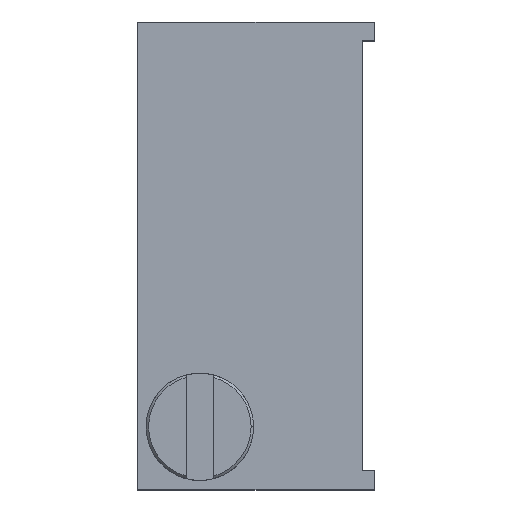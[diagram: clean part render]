
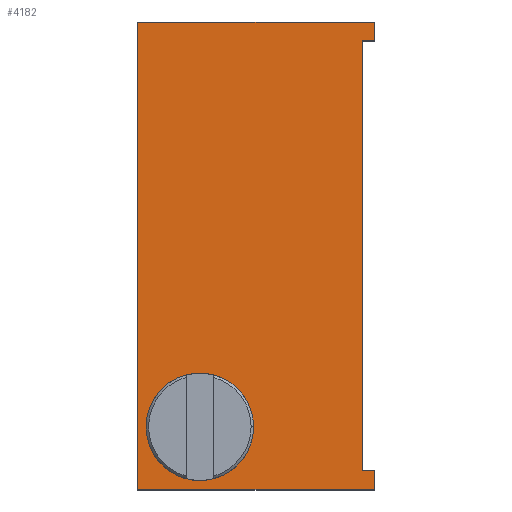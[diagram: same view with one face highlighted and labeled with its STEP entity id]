
A CAD part, top view. The second image highlights one B-rep face of the part: STEP entity #4182.
In plain terms, the highlighted planar face has unit normal (0, 0, 1).
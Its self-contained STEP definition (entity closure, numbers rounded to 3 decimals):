
#351 = VERTEX_POINT('',#352);
#352 = CARTESIAN_POINT('',(-2.24,-0.945,10.065));
#358 = EDGE_CURVE('',#351,#359,#361,.T.);
#359 = VERTEX_POINT('',#360);
#360 = CARTESIAN_POINT('',(-0.05,-0.945,10.065));
#361 = CIRCLE('',#362,1.095);
#362 = AXIS2_PLACEMENT_3D('',#363,#364,#365);
#363 = CARTESIAN_POINT('',(-1.145,-0.945,10.065));
#364 = DIRECTION('',(0.,0.,1.));
#365 = DIRECTION('',(-1.,0.,0.));
#2248 = VERTEX_POINT('',#2249);
#2249 = CARTESIAN_POINT('',(-2.415,-2.215,10.065));
#2255 = EDGE_CURVE('',#2256,#2248,#2258,.T.);
#2256 = VERTEX_POINT('',#2257);
#2257 = CARTESIAN_POINT('',(-2.415,7.315,10.065));
#2258 = LINE('',#2259,#2260);
#2259 = CARTESIAN_POINT('',(-2.415,7.315,10.065));
#2260 = VECTOR('',#2261,1.);
#2261 = DIRECTION('',(0.,-1.,0.));
#3919 = EDGE_CURVE('',#3920,#3922,#3924,.T.);
#3920 = VERTEX_POINT('',#3921);
#3921 = CARTESIAN_POINT('',(2.415,6.935,10.065));
#3922 = VERTEX_POINT('',#3923);
#3923 = CARTESIAN_POINT('',(2.415,7.315,10.065));
#3924 = LINE('',#3925,#3926);
#3925 = CARTESIAN_POINT('',(2.415,7.315,10.065));
#3926 = VECTOR('',#3927,1.);
#3927 = DIRECTION('',(0.,1.,0.));
#4087 = VERTEX_POINT('',#4088);
#4088 = CARTESIAN_POINT('',(2.415,-2.215,10.065));
#4094 = EDGE_CURVE('',#2248,#4087,#4095,.T.);
#4095 = LINE('',#4096,#4097);
#4096 = CARTESIAN_POINT('',(2.415,-2.215,10.065));
#4097 = VECTOR('',#4098,1.);
#4098 = DIRECTION('',(1.,0.,0.));
#4124 = VERTEX_POINT('',#4125);
#4125 = CARTESIAN_POINT('',(2.415,-1.835,10.065));
#4131 = EDGE_CURVE('',#4087,#4124,#4132,.T.);
#4132 = LINE('',#4133,#4134);
#4133 = CARTESIAN_POINT('',(2.415,7.315,10.065));
#4134 = VECTOR('',#4135,1.);
#4135 = DIRECTION('',(0.,1.,0.));
#4172 = EDGE_CURVE('',#3922,#2256,#4173,.T.);
#4173 = LINE('',#4174,#4175);
#4174 = CARTESIAN_POINT('',(2.415,7.315,10.065));
#4175 = VECTOR('',#4176,1.);
#4176 = DIRECTION('',(-1.,0.,0.));
#4182 = ADVANCED_FACE('',(#4183,#4193),#4222,.T.);
#4183 = FACE_BOUND('',#4184,.T.);
#4184 = EDGE_LOOP('',(#4185,#4192));
#4185 = ORIENTED_EDGE('',*,*,#4186,.F.);
#4186 = EDGE_CURVE('',#359,#351,#4187,.T.);
#4187 = CIRCLE('',#4188,1.095);
#4188 = AXIS2_PLACEMENT_3D('',#4189,#4190,#4191);
#4189 = CARTESIAN_POINT('',(-1.145,-0.945,10.065));
#4190 = DIRECTION('',(0.,0.,1.));
#4191 = DIRECTION('',(-1.,0.,0.));
#4192 = ORIENTED_EDGE('',*,*,#358,.F.);
#4193 = FACE_BOUND('',#4194,.T.);
#4194 = EDGE_LOOP('',(#4195,#4203,#4211,#4217,#4218,#4219,#4220,#4221));
#4195 = ORIENTED_EDGE('',*,*,#4196,.F.);
#4196 = EDGE_CURVE('',#4197,#4124,#4199,.T.);
#4197 = VERTEX_POINT('',#4198);
#4198 = CARTESIAN_POINT('',(2.165,-1.835,10.065));
#4199 = LINE('',#4200,#4201);
#4200 = CARTESIAN_POINT('',(2.165,-1.835,10.065));
#4201 = VECTOR('',#4202,1.);
#4202 = DIRECTION('',(1.,0.,0.));
#4203 = ORIENTED_EDGE('',*,*,#4204,.F.);
#4204 = EDGE_CURVE('',#4205,#4197,#4207,.T.);
#4205 = VERTEX_POINT('',#4206);
#4206 = CARTESIAN_POINT('',(2.165,6.935,10.065));
#4207 = LINE('',#4208,#4209);
#4208 = CARTESIAN_POINT('',(2.165,-1.835,10.065));
#4209 = VECTOR('',#4210,1.);
#4210 = DIRECTION('',(0.,-1.,0.));
#4211 = ORIENTED_EDGE('',*,*,#4212,.T.);
#4212 = EDGE_CURVE('',#4205,#3920,#4213,.T.);
#4213 = LINE('',#4214,#4215);
#4214 = CARTESIAN_POINT('',(2.165,6.935,10.065));
#4215 = VECTOR('',#4216,1.);
#4216 = DIRECTION('',(1.,0.,0.));
#4217 = ORIENTED_EDGE('',*,*,#3919,.T.);
#4218 = ORIENTED_EDGE('',*,*,#4172,.T.);
#4219 = ORIENTED_EDGE('',*,*,#2255,.T.);
#4220 = ORIENTED_EDGE('',*,*,#4094,.T.);
#4221 = ORIENTED_EDGE('',*,*,#4131,.T.);
#4222 = PLANE('',#4223);
#4223 = AXIS2_PLACEMENT_3D('',#4224,#4225,#4226);
#4224 = CARTESIAN_POINT('',(0.,2.55,10.065));
#4225 = DIRECTION('',(0.,0.,1.));
#4226 = DIRECTION('',(-1.,0.,0.));
